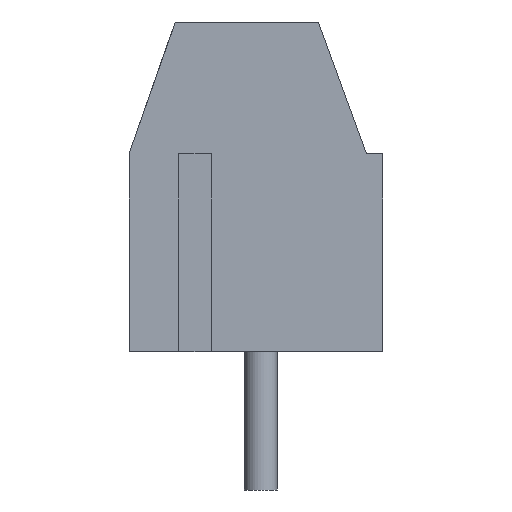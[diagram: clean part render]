
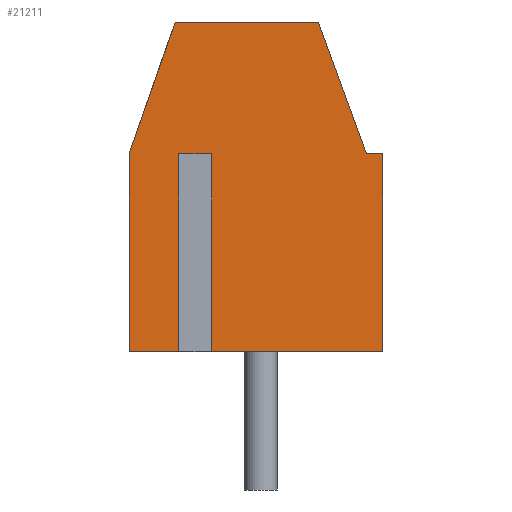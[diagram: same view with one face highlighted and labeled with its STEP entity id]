
A CAD part, left-side view. The second image highlights one B-rep face of the part: STEP entity #21211.
In plain terms, the highlighted planar face has unit normal (-1, 0, 0).
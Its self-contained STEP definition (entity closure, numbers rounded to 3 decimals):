
#1096 = ORIENTED_EDGE ( 'NONE', *, *, #4071, .F. ) ;
#1109 = EDGE_CURVE ( 'NONE', #19327, #26365, #15648, .T. ) ;
#1409 = EDGE_CURVE ( 'NONE', #5795, #11894, #7915, .T. ) ;
#1552 = EDGE_CURVE ( 'NONE', #20859, #15027, #1970, .T. ) ;
#1648 = EDGE_LOOP ( 'NONE', ( #12235, #1096, #24283, #31668, #13181, #2633, #5268, #11574, #7696, #16601, #10171 ) ) ;
#1754 = CARTESIAN_POINT ( 'NONE',  ( -5., -3.85, 0. ) ) ;
#1970 = LINE ( 'NONE', #7186, #2480 ) ;
#2218 = DIRECTION ( 'NONE',  ( 0., -1., 0. ) ) ;
#2480 = VECTOR ( 'NONE', #27191, 1000. ) ;
#2592 = CARTESIAN_POINT ( 'NONE',  ( -5., -1.894, 10. ) ) ;
#2633 = ORIENTED_EDGE ( 'NONE', *, *, #16840, .F. ) ;
#2695 = DIRECTION ( 'NONE',  ( 0., 0., -1. ) ) ;
#4071 = EDGE_CURVE ( 'NONE', #26365, #5795, #28774, .T. ) ;
#4290 = DIRECTION ( 'NONE',  ( 0., 0., 1. ) ) ;
#4555 = DIRECTION ( 'NONE',  ( 0., -0.342, -0.94 ) ) ;
#5268 = ORIENTED_EDGE ( 'NONE', *, *, #1552, .F. ) ;
#5537 = DIRECTION ( 'NONE',  ( 0., 1., 0. ) ) ;
#5653 = DIRECTION ( 'NONE',  ( 0., 1., 0. ) ) ;
#5795 = VERTEX_POINT ( 'NONE', #19060 ) ;
#6331 = EDGE_CURVE ( 'NONE', #10184, #20859, #24868, .T. ) ;
#7186 = CARTESIAN_POINT ( 'NONE',  ( -5., -3.35, 6. ) ) ;
#7285 = PLANE ( 'NONE',  #8039 ) ;
#7462 = VECTOR ( 'NONE', #21763, 1000. ) ;
#7696 = ORIENTED_EDGE ( 'NONE', *, *, #16815, .F. ) ;
#7915 = LINE ( 'NONE', #17652, #20214 ) ;
#8039 = AXIS2_PLACEMENT_3D ( 'NONE', #32195, #19590, #2695 ) ;
#8454 = VECTOR ( 'NONE', #4290, 1000. ) ;
#10171 = ORIENTED_EDGE ( 'NONE', *, *, #25392, .F. ) ;
#10184 = VERTEX_POINT ( 'NONE', #11172 ) ;
#10711 = DIRECTION ( 'NONE',  ( 0., 1., 0. ) ) ;
#11172 = CARTESIAN_POINT ( 'NONE',  ( -5., -1.894, 10. ) ) ;
#11574 = ORIENTED_EDGE ( 'NONE', *, *, #6331, .F. ) ;
#11648 = VECTOR ( 'NONE', #4555, 1000. ) ;
#11845 = LINE ( 'NONE', #19543, #8454 ) ;
#11894 = VERTEX_POINT ( 'NONE', #12182 ) ;
#12182 = CARTESIAN_POINT ( 'NONE',  ( -5., 3.85, 0. ) ) ;
#12235 = ORIENTED_EDGE ( 'NONE', *, *, #1409, .F. ) ;
#13181 = ORIENTED_EDGE ( 'NONE', *, *, #25302, .F. ) ;
#13525 = LINE ( 'NONE', #28297, #14858 ) ;
#13672 = DIRECTION ( 'NONE',  ( 0., 0., -1. ) ) ;
#14858 = VECTOR ( 'NONE', #28616, 1000. ) ;
#15027 = VERTEX_POINT ( 'NONE', #25252 ) ;
#15239 = VERTEX_POINT ( 'NONE', #20433 ) ;
#15340 = CARTESIAN_POINT ( 'NONE',  ( -5., 3.85, 6. ) ) ;
#15571 = VECTOR ( 'NONE', #13672, 1000. ) ;
#15648 = LINE ( 'NONE', #23326, #32071 ) ;
#15730 = LINE ( 'NONE', #28182, #18850 ) ;
#16411 = EDGE_CURVE ( 'NONE', #31646, #18685, #31597, .T. ) ;
#16601 = ORIENTED_EDGE ( 'NONE', *, *, #16411, .F. ) ;
#16815 = EDGE_CURVE ( 'NONE', #18685, #10184, #24669, .T. ) ;
#16840 = EDGE_CURVE ( 'NONE', #15027, #17659, #13525, .T. ) ;
#17482 = CARTESIAN_POINT ( 'NONE',  ( -5., 2.45, 10. ) ) ;
#17652 = CARTESIAN_POINT ( 'NONE',  ( -5., -3.85, 0. ) ) ;
#17659 = VERTEX_POINT ( 'NONE', #1754 ) ;
#18685 = VERTEX_POINT ( 'NONE', #17482 ) ;
#18850 = VECTOR ( 'NONE', #28666, 1000. ) ;
#19060 = CARTESIAN_POINT ( 'NONE',  ( -5., 2.35, 0. ) ) ;
#19167 = CARTESIAN_POINT ( 'NONE',  ( -5., 2.45, 10. ) ) ;
#19327 = VERTEX_POINT ( 'NONE', #26015 ) ;
#19543 = CARTESIAN_POINT ( 'NONE',  ( -5., 1.35, 0. ) ) ;
#19590 = DIRECTION ( 'NONE',  ( 1., 0., 0. ) ) ;
#20214 = VECTOR ( 'NONE', #5653, 1000. ) ;
#20325 = CARTESIAN_POINT ( 'NONE',  ( -5., -3.35, 6. ) ) ;
#20433 = CARTESIAN_POINT ( 'NONE',  ( -5., 1.35, 0. ) ) ;
#20859 = VERTEX_POINT ( 'NONE', #20325 ) ;
#21049 = CARTESIAN_POINT ( 'NONE',  ( -5., 2.35, 0. ) ) ;
#21211 = ADVANCED_FACE ( 'NONE', ( #24991 ), #7285, .F. ) ;
#21516 = LINE ( 'NONE', #27030, #28272 ) ;
#21639 = CARTESIAN_POINT ( 'NONE',  ( -5., 2.35, 6. ) ) ;
#21763 = DIRECTION ( 'NONE',  ( 0., -0.33, 0.944 ) ) ;
#22543 = CARTESIAN_POINT ( 'NONE',  ( -5., 3.85, 10. ) ) ;
#22726 = VECTOR ( 'NONE', #2218, 1000. ) ;
#23326 = CARTESIAN_POINT ( 'NONE',  ( -5., 2.35, 6. ) ) ;
#24283 = ORIENTED_EDGE ( 'NONE', *, *, #1109, .F. ) ;
#24669 = LINE ( 'NONE', #22543, #22726 ) ;
#24868 = LINE ( 'NONE', #2592, #11648 ) ;
#24991 = FACE_OUTER_BOUND ( 'NONE', #1648, .T. ) ;
#25252 = CARTESIAN_POINT ( 'NONE',  ( -5., -3.85, 6. ) ) ;
#25302 = EDGE_CURVE ( 'NONE', #17659, #15239, #21516, .T. ) ;
#25392 = EDGE_CURVE ( 'NONE', #11894, #31646, #15730, .T. ) ;
#26015 = CARTESIAN_POINT ( 'NONE',  ( -5., 1.35, 6. ) ) ;
#26365 = VERTEX_POINT ( 'NONE', #21639 ) ;
#27030 = CARTESIAN_POINT ( 'NONE',  ( -5., -3.85, 0. ) ) ;
#27191 = DIRECTION ( 'NONE',  ( 0., -1., 0. ) ) ;
#28182 = CARTESIAN_POINT ( 'NONE',  ( -5., 3.85, 0. ) ) ;
#28272 = VECTOR ( 'NONE', #5537, 1000. ) ;
#28297 = CARTESIAN_POINT ( 'NONE',  ( -5., -3.85, 6. ) ) ;
#28616 = DIRECTION ( 'NONE',  ( 0., 0., -1. ) ) ;
#28666 = DIRECTION ( 'NONE',  ( 0., 0., 1. ) ) ;
#28774 = LINE ( 'NONE', #21049, #15571 ) ;
#31069 = EDGE_CURVE ( 'NONE', #15239, #19327, #11845, .T. ) ;
#31597 = LINE ( 'NONE', #19167, #7462 ) ;
#31646 = VERTEX_POINT ( 'NONE', #15340 ) ;
#31668 = ORIENTED_EDGE ( 'NONE', *, *, #31069, .F. ) ;
#32071 = VECTOR ( 'NONE', #10711, 1000. ) ;
#32195 = CARTESIAN_POINT ( 'NONE',  ( -5., 0., 0. ) ) ;
